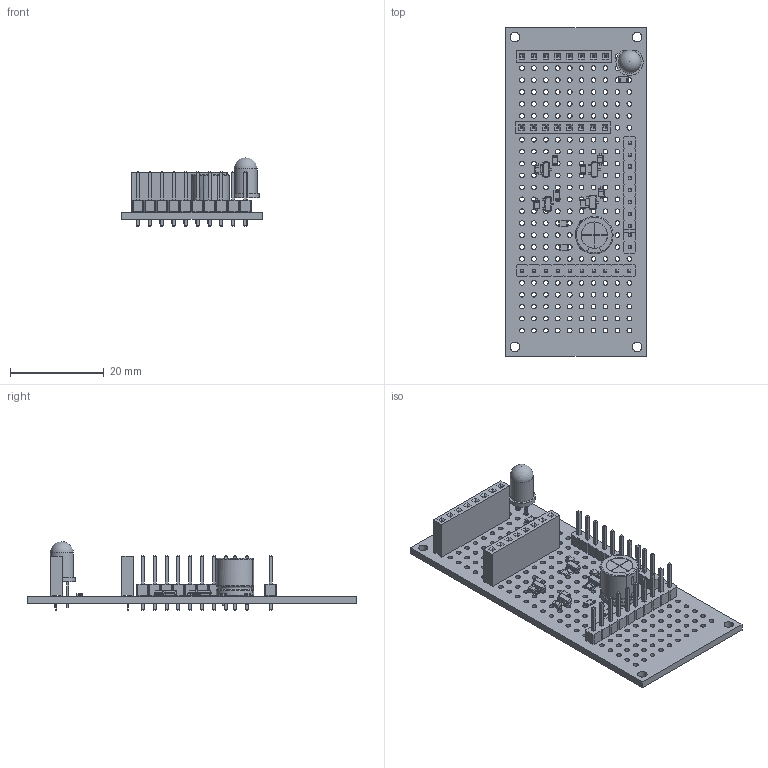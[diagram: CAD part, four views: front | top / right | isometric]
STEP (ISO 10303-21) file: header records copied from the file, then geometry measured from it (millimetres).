
FILE_DESCRIPTION(('KiCad electronic assembly'),'2;1');
FILE_NAME('MiniDroneFlightcontroller.step','2025-08-19T15:58:33',( 'Pcbnew'),('Kicad'),'Open CASCADE STEP processor 7.9', 'KiCad to STEP converter','Unknown');
FILE_SCHEMA(('AUTOMOTIVE_DESIGN { 1 0 10303 214 1 1 1 1 }'));
Length unit declared in the file: millimetre
Products named in the file (11): MiniDroneFlightcontroller 1; SOT-23; R_0805_2012Metric; D_SOD-323; PinSocket_1x08_P2.54mm_Vertical; CP_Radial_D8.0mm_P5.00mm; PinHeader_1x02_P2.54mm_Vertical; LED_D5.0mm; PinHeader_1x10_P2.54mm_Vertical; PinHeader_1x08_P2.54mm_Vertical; MiniDroneFlightcontroller_PCB
Assembly tree (23 placements, depth 2):
  MiniDroneFlightcontroller 1
    SOT-23  x4
    R_0805_2012Metric  x7
    D_SOD-323  x4
    PinSocket_1x08_P2.54mm_Vertical  x2
    CP_Radial_D8.0mm_P5.00mm
    PinHeader_1x02_P2.54mm_Vertical
    LED_D5.0mm
    PinHeader_1x10_P2.54mm_Vertical
    PinHeader_1x08_P2.54mm_Vertical
    MiniDroneFlightcontroller_PCB
Bounding box: 30 x 70 x 14.7 mm (x, y, z)
Volume: 4655.2 mm3; surface area: 8412.9 mm2
Topology: 23 solids, 24 shells, 2022 faces, 5227 edges, 3338 vertices
Faces by surface type: plane 1400, cylinder 477, bspline 136, revolution 6, torus 2, sphere 1
Full cylindrical faces by diameter (mm): 0.5 x2, 1 x200, 2 x4, 4.9 x1
Entity records: 48144 total; most frequent: CARTESIAN_POINT 7757, ORIENTED_EDGE 6574, DIRECTION 6457, EDGE_CURVE 3287, LINE 2445, VECTOR 2445, VERTEX_POINT 2109, AXIS2_PLACEMENT_3D 2003
